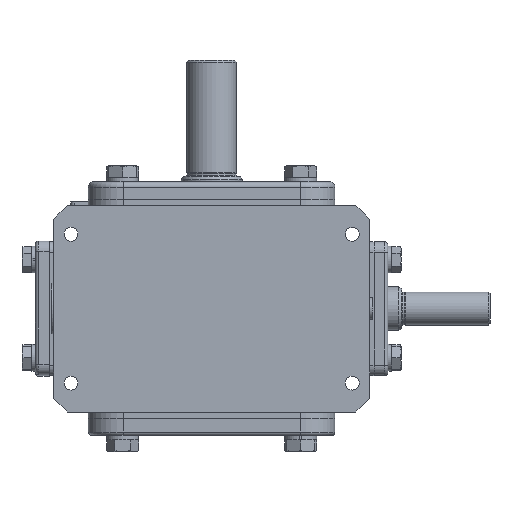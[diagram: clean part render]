
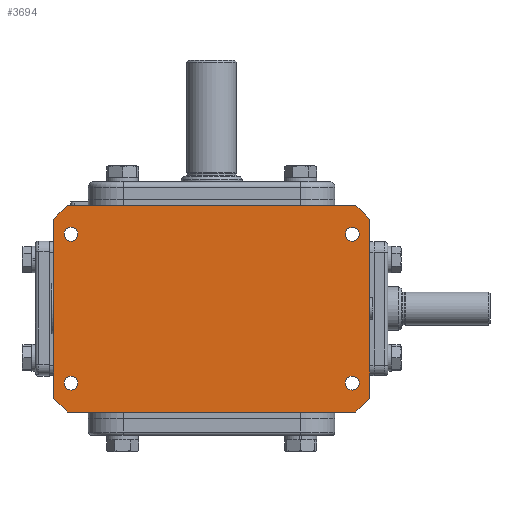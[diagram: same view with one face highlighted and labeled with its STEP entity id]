
A CAD part, front view. The second image highlights one B-rep face of the part: STEP entity #3694.
In plain terms, the highlighted planar face has unit normal (0, -1, 0).
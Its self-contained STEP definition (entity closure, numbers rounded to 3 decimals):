
#50 = AXIS2_PLACEMENT_3D ( 'NONE', #554, #484, #516 ) ;
#52 = CIRCLE ( 'NONE', #50, 3.969 ) ;
#217 = DIRECTION ( 'NONE',  ( -0.707, 0., 0.707 ) ) ;
#218 = CARTESIAN_POINT ( 'NONE',  ( -91., -74.63, -51.5 ) ) ;
#484 = DIRECTION ( 'NONE',  ( 0., -1., 0. ) ) ;
#516 = DIRECTION ( 'NONE',  ( 0., 0., -1. ) ) ;
#554 = CARTESIAN_POINT ( 'NONE',  ( 80.96, -74.63, 42.86 ) ) ;
#816 = LINE ( 'NONE', #9510, #13470 ) ;
#840 = FACE_BOUND ( 'NONE', #12769, .T. ) ;
#841 = FACE_BOUND ( 'NONE', #12703, .T. ) ;
#842 = FACE_BOUND ( 'NONE', #12505, .T. ) ;
#843 = FACE_BOUND ( 'NONE', #12762, .T. ) ;
#844 = FACE_OUTER_BOUND ( 'NONE', #12765, .T. ) ;
#974 = LINE ( 'NONE', #1512, #14763 ) ;
#1051 = LINE ( 'NONE', #2107, #14876 ) ;
#1216 = CIRCLE ( 'NONE', #1219, 3.969 ) ;
#1219 = AXIS2_PLACEMENT_3D ( 'NONE', #4776, #4777, #4778 ) ;
#1512 = CARTESIAN_POINT ( 'NONE',  ( 83., -74.63, 59.5 ) ) ;
#1513 = DIRECTION ( 'NONE',  ( 0.707, 0., -0.707 ) ) ;
#2107 = CARTESIAN_POINT ( 'NONE',  ( 91., -74.63, 65. ) ) ;
#2108 = DIRECTION ( 'NONE',  ( 0., 0., -1. ) ) ;
#2653 = CARTESIAN_POINT ( 'NONE',  ( -80.96, -74.63, -46.829 ) ) ;
#2666 = CARTESIAN_POINT ( 'NONE',  ( -91., -74.63, -51.5 ) ) ;
#2680 = CARTESIAN_POINT ( 'NONE',  ( -91., -74.63, 51.5 ) ) ;
#2695 = CARTESIAN_POINT ( 'NONE',  ( 91., -74.63, -51.5 ) ) ;
#2713 = CARTESIAN_POINT ( 'NONE',  ( 91., -74.63, 51.5 ) ) ;
#2726 = CARTESIAN_POINT ( 'NONE',  ( 80.96, -74.63, 46.829 ) ) ;
#2741 = CARTESIAN_POINT ( 'NONE',  ( -80.96, -74.63, 38.891 ) ) ;
#2748 = CARTESIAN_POINT ( 'NONE',  ( -83., -74.63, -59.5 ) ) ;
#2749 = CARTESIAN_POINT ( 'NONE',  ( 83., -74.63, 59.5 ) ) ;
#2778 = CARTESIAN_POINT ( 'NONE',  ( -80.96, -74.63, -38.891 ) ) ;
#2782 = CARTESIAN_POINT ( 'NONE',  ( 80.96, -74.63, 38.891 ) ) ;
#2795 = CARTESIAN_POINT ( 'NONE',  ( 83., -74.63, -59.5 ) ) ;
#2796 = CARTESIAN_POINT ( 'NONE',  ( 80.96, -74.63, -38.891 ) ) ;
#2826 = CARTESIAN_POINT ( 'NONE',  ( -83., -74.63, 59.5 ) ) ;
#2871 = CARTESIAN_POINT ( 'NONE',  ( 80.96, -74.63, -46.829 ) ) ;
#2876 = CARTESIAN_POINT ( 'NONE',  ( -80.96, -74.63, 46.829 ) ) ;
#3224 = CARTESIAN_POINT ( 'NONE',  ( -91., -74.63, 65. ) ) ;
#3225 = DIRECTION ( 'NONE',  ( 0., 0., -1. ) ) ;
#3324 = CARTESIAN_POINT ( 'NONE',  ( -80.96, -74.63, -42.86 ) ) ;
#3325 = DIRECTION ( 'NONE',  ( 0., -1., 0. ) ) ;
#3326 = DIRECTION ( 'NONE',  ( 0., 0., -1. ) ) ;
#3398 = CARTESIAN_POINT ( 'NONE',  ( 91., -74.63, -51.5 ) ) ;
#3399 = DIRECTION ( 'NONE',  ( -0.707, 0., -0.707 ) ) ;
#3674 = EDGE_CURVE ( 'NONE', #11849, #11898, #816, .T. ) ;
#3694 = ADVANCED_FACE ( 'NONE', ( #840, #841, #842, #843, #844 ), #8386, .T. ) ;
#3864 = EDGE_CURVE ( 'NONE', #11849, #11766, #15247, .T. ) ;
#4069 = LINE ( 'NONE', #6412, #10946 ) ;
#4071 = LINE ( 'NONE', #6345, #10938 ) ;
#4240 = LINE ( 'NONE', #3224, #13707 ) ;
#4282 = LINE ( 'NONE', #3398, #7789 ) ;
#4627 = CARTESIAN_POINT ( 'NONE',  ( -80.96, -74.63, 42.86 ) ) ;
#4628 = DIRECTION ( 'NONE',  ( 0., -1., 0. ) ) ;
#4629 = DIRECTION ( 'NONE',  ( 0., 0., -1. ) ) ;
#4776 = CARTESIAN_POINT ( 'NONE',  ( 80.96, -74.63, -42.86 ) ) ;
#4777 = DIRECTION ( 'NONE',  ( 0., -1., 0. ) ) ;
#4778 = DIRECTION ( 'NONE',  ( 0., 0., -1. ) ) ;
#6011 = EDGE_CURVE ( 'NONE', #11780, #11932, #4069, .T. ) ;
#6012 = EDGE_CURVE ( 'NONE', #11932, #11850, #4071, .T. ) ;
#6345 = CARTESIAN_POINT ( 'NONE',  ( -91., -74.63, 59.5 ) ) ;
#6366 = DIRECTION ( 'NONE',  ( 1., 0., 0. ) ) ;
#6412 = CARTESIAN_POINT ( 'NONE',  ( -83., -74.63, 59.5 ) ) ;
#6490 = DIRECTION ( 'NONE',  ( 0.707, 0., 0.707 ) ) ;
#7329 = DIRECTION ( 'NONE',  ( 0., 0., -1. ) ) ;
#7332 = DIRECTION ( 'NONE',  ( 0., -1., 0. ) ) ;
#7334 = CARTESIAN_POINT ( 'NONE',  ( -80.96, -74.63, -42.86 ) ) ;
#7343 = DIRECTION ( 'NONE',  ( 0., 0., -1. ) ) ;
#7344 = CARTESIAN_POINT ( 'NONE',  ( 80.96, -74.63, 42.86 ) ) ;
#7345 = DIRECTION ( 'NONE',  ( 0., -1., 0. ) ) ;
#7742 = CIRCLE ( 'NONE', #7744, 3.969 ) ;
#7744 = AXIS2_PLACEMENT_3D ( 'NONE', #3324, #3325, #3326 ) ;
#7789 = VECTOR ( 'NONE', #3399, 1000. ) ;
#8248 = CARTESIAN_POINT ( 'NONE',  ( -91., -74.63, 65. ) ) ;
#8250 = DIRECTION ( 'NONE',  ( 0., -1., 0. ) ) ;
#8386 = PLANE ( 'NONE',  #13524 ) ;
#8532 = DIRECTION ( 'NONE',  ( 0., 0., -1. ) ) ;
#9220 = CIRCLE ( 'NONE', #9230, 3.969 ) ;
#9230 = AXIS2_PLACEMENT_3D ( 'NONE', #4627, #4628, #4629 ) ;
#9510 = CARTESIAN_POINT ( 'NONE',  ( -91., -74.63, -59.5 ) ) ;
#9519 = DIRECTION ( 'NONE',  ( 1., 0., 0. ) ) ;
#9810 = EDGE_CURVE ( 'NONE', #11827, #11885, #52, .T. ) ;
#9983 = EDGE_CURVE ( 'NONE', #11977, #11899, #13676, .T. ) ;
#9992 = EDGE_CURVE ( 'NONE', #11842, #11982, #13685, .T. ) ;
#9994 = EDGE_CURVE ( 'NONE', #11751, #11881, #13694, .T. ) ;
#9996 = EDGE_CURVE ( 'NONE', #11885, #11827, #13689, .T. ) ;
#10002 = EDGE_CURVE ( 'NONE', #11780, #11766, #4240, .T. ) ;
#10042 = EDGE_CURVE ( 'NONE', #11881, #11751, #7742, .T. ) ;
#10071 = EDGE_CURVE ( 'NONE', #11795, #11898, #4282, .T. ) ;
#10106 = EDGE_CURVE ( 'NONE', #11982, #11842, #9220, .T. ) ;
#10166 = EDGE_CURVE ( 'NONE', #11899, #11977, #1216, .T. ) ;
#10692 = EDGE_CURVE ( 'NONE', #11850, #11813, #974, .T. ) ;
#10789 = EDGE_CURVE ( 'NONE', #11813, #11795, #1051, .T. ) ;
#10938 = VECTOR ( 'NONE', #6366, 1000. ) ;
#10946 = VECTOR ( 'NONE', #6490, 1000. ) ;
#11751 = VERTEX_POINT ( 'NONE', #2653 ) ;
#11766 = VERTEX_POINT ( 'NONE', #2666 ) ;
#11780 = VERTEX_POINT ( 'NONE', #2680 ) ;
#11795 = VERTEX_POINT ( 'NONE', #2695 ) ;
#11813 = VERTEX_POINT ( 'NONE', #2713 ) ;
#11827 = VERTEX_POINT ( 'NONE', #2726 ) ;
#11842 = VERTEX_POINT ( 'NONE', #2741 ) ;
#11849 = VERTEX_POINT ( 'NONE', #2748 ) ;
#11850 = VERTEX_POINT ( 'NONE', #2749 ) ;
#11881 = VERTEX_POINT ( 'NONE', #2778 ) ;
#11885 = VERTEX_POINT ( 'NONE', #2782 ) ;
#11898 = VERTEX_POINT ( 'NONE', #2795 ) ;
#11899 = VERTEX_POINT ( 'NONE', #2796 ) ;
#11932 = VERTEX_POINT ( 'NONE', #2826 ) ;
#11977 = VERTEX_POINT ( 'NONE', #2871 ) ;
#11982 = VERTEX_POINT ( 'NONE', #2876 ) ;
#12171 = ORIENTED_EDGE ( 'NONE', *, *, #10002, .T. ) ;
#12174 = ORIENTED_EDGE ( 'NONE', *, *, #3864, .F. ) ;
#12176 = ORIENTED_EDGE ( 'NONE', *, *, #10789, .F. ) ;
#12179 = ORIENTED_EDGE ( 'NONE', *, *, #6011, .F. ) ;
#12180 = ORIENTED_EDGE ( 'NONE', *, *, #6012, .F. ) ;
#12181 = ORIENTED_EDGE ( 'NONE', *, *, #10042, .F. ) ;
#12182 = ORIENTED_EDGE ( 'NONE', *, *, #10071, .F. ) ;
#12183 = ORIENTED_EDGE ( 'NONE', *, *, #3674, .T. ) ;
#12184 = ORIENTED_EDGE ( 'NONE', *, *, #9992, .F. ) ;
#12187 = ORIENTED_EDGE ( 'NONE', *, *, #9994, .F. ) ;
#12188 = ORIENTED_EDGE ( 'NONE', *, *, #10106, .F. ) ;
#12189 = ORIENTED_EDGE ( 'NONE', *, *, #10166, .F. ) ;
#12192 = ORIENTED_EDGE ( 'NONE', *, *, #9810, .F. ) ;
#12193 = ORIENTED_EDGE ( 'NONE', *, *, #9996, .F. ) ;
#12195 = ORIENTED_EDGE ( 'NONE', *, *, #9983, .F. ) ;
#12196 = ORIENTED_EDGE ( 'NONE', *, *, #10692, .F. ) ;
#12505 = EDGE_LOOP ( 'NONE', ( #12184, #12188 ) ) ;
#12703 = EDGE_LOOP ( 'NONE', ( #12193, #12192 ) ) ;
#12762 = EDGE_LOOP ( 'NONE', ( #12187, #12181 ) ) ;
#12765 = EDGE_LOOP ( 'NONE', ( #12183, #12182, #12176, #12196, #12180, #12179, #12171, #12174 ) ) ;
#12769 = EDGE_LOOP ( 'NONE', ( #12195, #12189 ) ) ;
#13404 = VECTOR ( 'NONE', #217, 1000. ) ;
#13470 = VECTOR ( 'NONE', #9519, 1000. ) ;
#13524 = AXIS2_PLACEMENT_3D ( 'NONE', #8248, #8250, #8532 ) ;
#13676 = CIRCLE ( 'NONE', #13677, 3.969 ) ;
#13677 = AXIS2_PLACEMENT_3D ( 'NONE', #14180, #14155, #14169 ) ;
#13685 = CIRCLE ( 'NONE', #13691, 3.969 ) ;
#13689 = CIRCLE ( 'NONE', #13697, 3.969 ) ;
#13691 = AXIS2_PLACEMENT_3D ( 'NONE', #14153, #14161, #14164 ) ;
#13694 = CIRCLE ( 'NONE', #13695, 3.969 ) ;
#13695 = AXIS2_PLACEMENT_3D ( 'NONE', #7334, #7332, #7329 ) ;
#13697 = AXIS2_PLACEMENT_3D ( 'NONE', #7344, #7345, #7343 ) ;
#13707 = VECTOR ( 'NONE', #3225, 1000. ) ;
#14153 = CARTESIAN_POINT ( 'NONE',  ( -80.96, -74.63, 42.86 ) ) ;
#14155 = DIRECTION ( 'NONE',  ( 0., -1., 0. ) ) ;
#14161 = DIRECTION ( 'NONE',  ( 0., -1., 0. ) ) ;
#14164 = DIRECTION ( 'NONE',  ( 0., 0., -1. ) ) ;
#14169 = DIRECTION ( 'NONE',  ( 0., 0., -1. ) ) ;
#14180 = CARTESIAN_POINT ( 'NONE',  ( 80.96, -74.63, -42.86 ) ) ;
#14763 = VECTOR ( 'NONE', #1513, 1000. ) ;
#14876 = VECTOR ( 'NONE', #2108, 1000. ) ;
#15247 = LINE ( 'NONE', #218, #13404 ) ;
